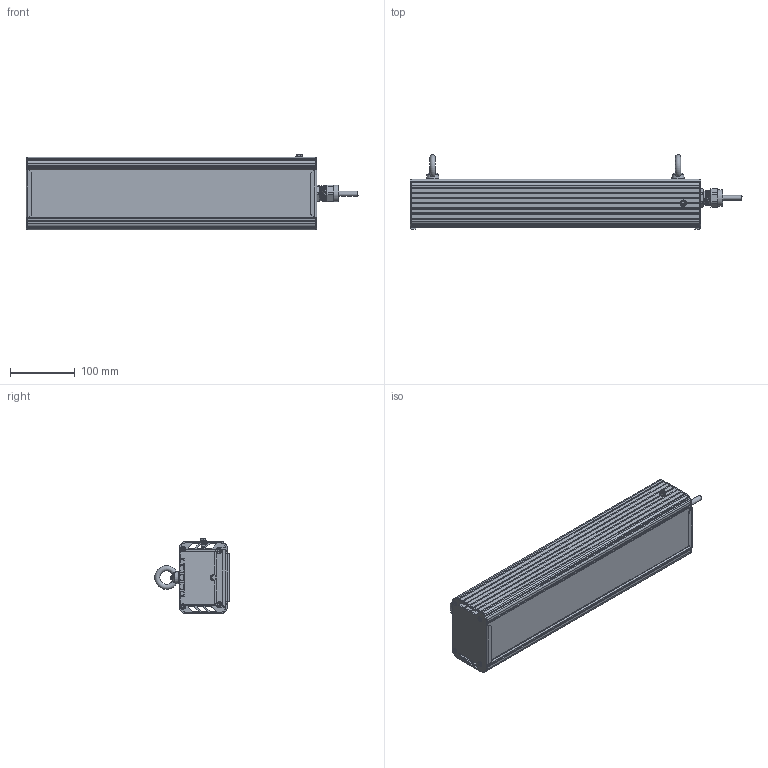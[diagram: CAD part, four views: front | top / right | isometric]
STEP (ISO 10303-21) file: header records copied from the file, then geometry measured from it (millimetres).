
FILE_DESCRIPTION(('STEP AP214'), '1');
FILE_NAME('001.0090.17.000 - ÃÑÏ-Ïðèìà-2Åõ-60', '2024-04-02T06:12:20', ('Åâãåíèé'), ('ÎÊÁ Ñâîé Ñòèëü'), 'C3D Converter', 'C3D Toolkit', '');
FILE_SCHEMA(('AUTOMOTIVE_DESIGN { 1 0 10303 214 3 1 1}'));
Length unit declared in the file: millimetre
Products named in the file (29): 001.0090.17.000; 001.0065.02.000
Assembly tree (54 placements, depth 3):
  001.0090.17.000
    (unnamed)
      (unnamed)  x4
      (unnamed)  x4
      (unnamed)
      (unnamed)
      (unnamed)
      (unnamed)
      (unnamed)
      (unnamed)
      (unnamed)
      (unnamed)
      (unnamed)
      (unnamed)
    (unnamed)  x6
      (unnamed)
      (unnamed)
      (unnamed)
      (unnamed)
      (unnamed)
      (unnamed)
      (unnamed)
      (unnamed)
      (unnamed)
    (unnamed)
      (unnamed)
    001.0065.02.000  x2
      (unnamed)
      (unnamed)
Bounding box: 514 x 115.41 x 117.15 mm (x, y, z)
Volume: 866665.1 mm3; surface area: 736660.5 mm2
Topology: 228 solids, 228 shells, 2467 faces, 5779 edges, 3866 vertices
Faces by surface type: plane 1675, cylinder 654, cone 79, bspline 35, sphere 18, torus 6
Full cylindrical faces by diameter (mm): 1 x18, 2 x12, 2.5 x24, 2.8 x150, 3.2 x18, 3.5 x30, 4 x9, 5 x3, 6 x3, 7 x2, 8 x8, 10 x1, 12.5 x1, 13 x1, 16 x1, 17 x1, 18 x1, 18.5 x1, 19 x1, 20 x1, 21.5 x1, 22 x2, 25.5 x1
Entity records: 65969 total; most frequent: CARTESIAN_POINT 33013, DIRECTION 5680, ORIENTED_EDGE 4658, EDGE_CURVE 2329, AXIS2_PLACEMENT_3D 2095, VERTEX_POINT 1609, LINE 1490, VECTOR 1490
